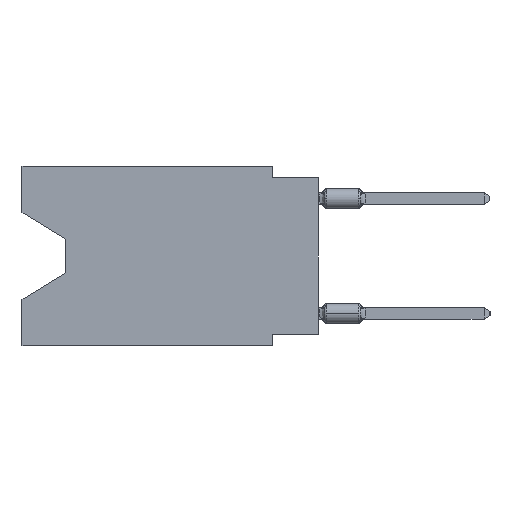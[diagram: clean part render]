
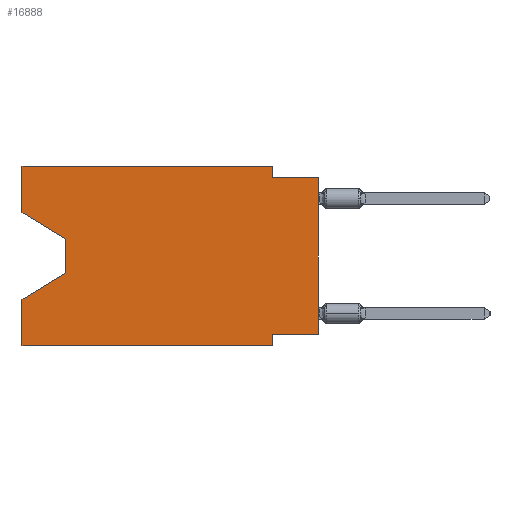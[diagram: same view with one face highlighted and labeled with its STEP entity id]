
A CAD part, left-side view. The second image highlights one B-rep face of the part: STEP entity #16888.
In plain terms, the highlighted planar face has unit normal (-1, 0, 0).
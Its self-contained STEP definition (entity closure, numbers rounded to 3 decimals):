
#212 = VERTEX_POINT ( 'NONE', #38945 ) ;
#975 = DIRECTION ( 'NONE',  ( 0., 0., -1. ) ) ;
#1133 = CARTESIAN_POINT ( 'NONE',  ( 0., 2.54, -9.271 ) ) ;
#1257 = EDGE_CURVE ( 'NONE', #23823, #11997, #2489, .T. ) ;
#1305 = CARTESIAN_POINT ( 'NONE',  ( 0., 16.383, -2.546 ) ) ;
#1414 = CARTESIAN_POINT ( 'NONE',  ( 0., 16.383, 0. ) ) ;
#1740 = VECTOR ( 'NONE', #27029, 1000. ) ;
#2489 = LINE ( 'NONE', #31674, #29359 ) ;
#4169 = DIRECTION ( 'NONE',  ( 0., 0., -1. ) ) ;
#4284 = CARTESIAN_POINT ( 'NONE',  ( 0., 13.97, -5.893 ) ) ;
#4402 = FACE_OUTER_BOUND ( 'NONE', #8913, .T. ) ;
#4826 = CARTESIAN_POINT ( 'NONE',  ( 0., 13.97, -4.013 ) ) ;
#5734 = EDGE_CURVE ( 'NONE', #212, #6376, #6966, .T. ) ;
#5861 = CARTESIAN_POINT ( 'NONE',  ( 0., 13.97, -5.893 ) ) ;
#6376 = VERTEX_POINT ( 'NONE', #33660 ) ;
#6535 = AXIS2_PLACEMENT_3D ( 'NONE', #1414, #40246, #975 ) ;
#6581 = ORIENTED_EDGE ( 'NONE', *, *, #15662, .T. ) ;
#6609 = DIRECTION ( 'NONE',  ( 0., 0., -1. ) ) ;
#6966 = LINE ( 'NONE', #20055, #40205 ) ;
#7039 = DIRECTION ( 'NONE',  ( 0., 1., 0. ) ) ;
#8206 = CARTESIAN_POINT ( 'NONE',  ( 0., 0., -9.271 ) ) ;
#8913 = EDGE_LOOP ( 'NONE', ( #23186, #6581, #28850, #15132, #32291, #24424, #30920, #10568, #11778, #16025, #19145, #33204 ) ) ;
#9008 = DIRECTION ( 'NONE',  ( 0., -1., 0. ) ) ;
#9294 = CARTESIAN_POINT ( 'NONE',  ( 0., 16.383, -9.906 ) ) ;
#9337 = CARTESIAN_POINT ( 'NONE',  ( 0., 16.383, -9.906 ) ) ;
#9946 = VECTOR ( 'NONE', #7039, 1000. ) ;
#10557 = VECTOR ( 'NONE', #12553, 1000. ) ;
#10568 = ORIENTED_EDGE ( 'NONE', *, *, #1257, .T. ) ;
#11531 = VECTOR ( 'NONE', #32968, 1000. ) ;
#11757 = CARTESIAN_POINT ( 'NONE',  ( 0., 16.383, -2.546 ) ) ;
#11778 = ORIENTED_EDGE ( 'NONE', *, *, #33505, .F. ) ;
#11997 = VERTEX_POINT ( 'NONE', #26138 ) ;
#12553 = DIRECTION ( 'NONE',  ( 0., 0., 1. ) ) ;
#13011 = LINE ( 'NONE', #33169, #11531 ) ;
#13631 = EDGE_CURVE ( 'NONE', #31491, #212, #13011, .T. ) ;
#14556 = LINE ( 'NONE', #11757, #19215 ) ;
#15069 = CARTESIAN_POINT ( 'NONE',  ( 0., 13.97, -4.013 ) ) ;
#15132 = ORIENTED_EDGE ( 'NONE', *, *, #38543, .F. ) ;
#15226 = LINE ( 'NONE', #34977, #26421 ) ;
#15577 = LINE ( 'NONE', #9337, #15702 ) ;
#15662 = EDGE_CURVE ( 'NONE', #27102, #30314, #29928, .T. ) ;
#15702 = VECTOR ( 'NONE', #25248, 1000. ) ;
#15843 = EDGE_CURVE ( 'NONE', #16070, #31491, #18347, .T. ) ;
#15997 = EDGE_CURVE ( 'NONE', #30314, #37994, #17176, .T. ) ;
#16025 = ORIENTED_EDGE ( 'NONE', *, *, #5734, .F. ) ;
#16070 = VERTEX_POINT ( 'NONE', #1305 ) ;
#16396 = EDGE_CURVE ( 'NONE', #23823, #40361, #33428, .T. ) ;
#16487 = LINE ( 'NONE', #20121, #38364 ) ;
#16888 = ADVANCED_FACE ( 'NONE', ( #4402 ), #33588, .F. ) ;
#17176 = LINE ( 'NONE', #5861, #1740 ) ;
#18175 = DIRECTION ( 'NONE',  ( 0., 0., 1. ) ) ;
#18347 = LINE ( 'NONE', #37655, #22930 ) ;
#18619 = VERTEX_POINT ( 'NONE', #21334 ) ;
#19145 = ORIENTED_EDGE ( 'NONE', *, *, #13631, .F. ) ;
#19215 = VECTOR ( 'NONE', #24847, 1000. ) ;
#20055 = CARTESIAN_POINT ( 'NONE',  ( 0., 2.54, 0. ) ) ;
#20121 = CARTESIAN_POINT ( 'NONE',  ( 0., 2.54, -9.906 ) ) ;
#20887 = VECTOR ( 'NONE', #26713, 1000. ) ;
#21334 = CARTESIAN_POINT ( 'NONE',  ( 0., 2.54, -9.906 ) ) ;
#21761 = CARTESIAN_POINT ( 'NONE',  ( 0., 16.383, 0. ) ) ;
#22930 = VECTOR ( 'NONE', #31205, 1000. ) ;
#23186 = ORIENTED_EDGE ( 'NONE', *, *, #41881, .T. ) ;
#23823 = VERTEX_POINT ( 'NONE', #8206 ) ;
#24424 = ORIENTED_EDGE ( 'NONE', *, *, #40668, .F. ) ;
#24847 = DIRECTION ( 'NONE',  ( 0., -0.855, -0.519 ) ) ;
#25248 = DIRECTION ( 'NONE',  ( 0., -1., 0. ) ) ;
#25290 = CARTESIAN_POINT ( 'NONE',  ( 0., 16.383, -7.36 ) ) ;
#26138 = CARTESIAN_POINT ( 'NONE',  ( 0., 0., -0.635 ) ) ;
#26421 = VECTOR ( 'NONE', #9008, 1000. ) ;
#26713 = DIRECTION ( 'NONE',  ( 0., 0., -1. ) ) ;
#27029 = DIRECTION ( 'NONE',  ( 0., 0.855, -0.519 ) ) ;
#27102 = VERTEX_POINT ( 'NONE', #15069 ) ;
#28850 = ORIENTED_EDGE ( 'NONE', *, *, #15997, .T. ) ;
#29359 = VECTOR ( 'NONE', #18175, 1000. ) ;
#29704 = CARTESIAN_POINT ( 'NONE',  ( 0., 16.383, 0. ) ) ;
#29928 = LINE ( 'NONE', #4826, #20887 ) ;
#30314 = VERTEX_POINT ( 'NONE', #4284 ) ;
#30920 = ORIENTED_EDGE ( 'NONE', *, *, #16396, .F. ) ;
#31082 = EDGE_CURVE ( 'NONE', #40248, #18619, #15577, .T. ) ;
#31205 = DIRECTION ( 'NONE',  ( 0., 0., 1. ) ) ;
#31491 = VERTEX_POINT ( 'NONE', #21761 ) ;
#31674 = CARTESIAN_POINT ( 'NONE',  ( 0., 0., 0. ) ) ;
#32291 = ORIENTED_EDGE ( 'NONE', *, *, #31082, .T. ) ;
#32968 = DIRECTION ( 'NONE',  ( 0., -1., 0. ) ) ;
#33169 = CARTESIAN_POINT ( 'NONE',  ( 0., 16.383, 0. ) ) ;
#33204 = ORIENTED_EDGE ( 'NONE', *, *, #15843, .F. ) ;
#33428 = LINE ( 'NONE', #36438, #9946 ) ;
#33505 = EDGE_CURVE ( 'NONE', #6376, #11997, #15226, .T. ) ;
#33588 = PLANE ( 'NONE',  #6535 ) ;
#33660 = CARTESIAN_POINT ( 'NONE',  ( 0., 2.54, -0.635 ) ) ;
#34977 = CARTESIAN_POINT ( 'NONE',  ( 0., 0., -0.635 ) ) ;
#36438 = CARTESIAN_POINT ( 'NONE',  ( 0., 0., -9.271 ) ) ;
#37655 = CARTESIAN_POINT ( 'NONE',  ( 0., 16.383, 0. ) ) ;
#37994 = VERTEX_POINT ( 'NONE', #25290 ) ;
#38364 = VECTOR ( 'NONE', #6609, 1000. ) ;
#38543 = EDGE_CURVE ( 'NONE', #40248, #37994, #41949, .T. ) ;
#38945 = CARTESIAN_POINT ( 'NONE',  ( 0., 2.54, 0. ) ) ;
#40205 = VECTOR ( 'NONE', #4169, 1000. ) ;
#40246 = DIRECTION ( 'NONE',  ( 1., 0., 0. ) ) ;
#40248 = VERTEX_POINT ( 'NONE', #9294 ) ;
#40361 = VERTEX_POINT ( 'NONE', #1133 ) ;
#40668 = EDGE_CURVE ( 'NONE', #40361, #18619, #16487, .T. ) ;
#41881 = EDGE_CURVE ( 'NONE', #16070, #27102, #14556, .T. ) ;
#41949 = LINE ( 'NONE', #29704, #10557 ) ;
